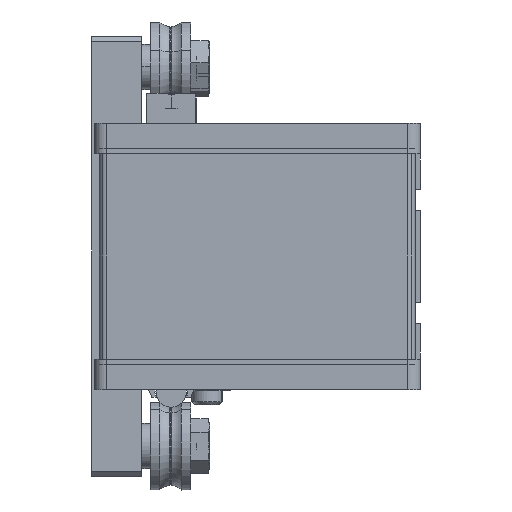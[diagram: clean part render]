
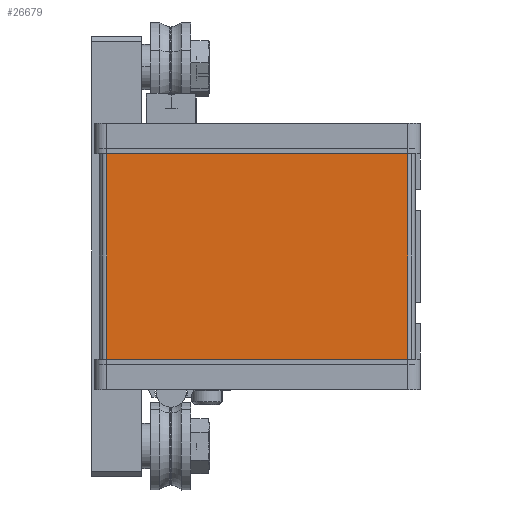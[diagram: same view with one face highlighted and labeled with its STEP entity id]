
A CAD part, left-side view. The second image highlights one B-rep face of the part: STEP entity #26679.
In plain terms, the highlighted face is planar.
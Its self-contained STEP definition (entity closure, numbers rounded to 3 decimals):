
#599 = EDGE_CURVE ( 'NONE', #27003, #43411, #5751, .T. ) ;
#1113 = CARTESIAN_POINT ( 'NONE',  ( 97.5, 3., 43. ) ) ;
#2086 = LINE ( 'NONE', #47558, #28530 ) ;
#2307 = VECTOR ( 'NONE', #27322, 1000. ) ;
#2530 = DIRECTION ( 'NONE',  ( 0., 0., 1. ) ) ;
#5751 = LINE ( 'NONE', #45187, #32834 ) ;
#7168 = ORIENTED_EDGE ( 'NONE', *, *, #17331, .T. ) ;
#7447 = DIRECTION ( 'NONE',  ( 0., 1., 0. ) ) ;
#8939 = EDGE_CURVE ( 'NONE', #10679, #12605, #2086, .T. ) ;
#10679 = VERTEX_POINT ( 'NONE', #25799 ) ;
#12428 = CARTESIAN_POINT ( 'NONE',  ( 97.5, 123., -43. ) ) ;
#12605 = VERTEX_POINT ( 'NONE', #12428 ) ;
#14949 = CARTESIAN_POINT ( 'NONE',  ( 97.5, 123., 43. ) ) ;
#17331 = EDGE_CURVE ( 'NONE', #27003, #10679, #51079, .T. ) ;
#18384 = PLANE ( 'NONE',  #31671 ) ;
#18893 = CARTESIAN_POINT ( 'NONE',  ( 97.5, 0., 43. ) ) ;
#19888 = EDGE_CURVE ( 'NONE', #43411, #12605, #44502, .T. ) ;
#25432 = DIRECTION ( 'NONE',  ( 0., 0., -1. ) ) ;
#25799 = CARTESIAN_POINT ( 'NONE',  ( 97.5, 3., -43. ) ) ;
#26393 = ORIENTED_EDGE ( 'NONE', *, *, #19888, .F. ) ;
#26679 = ADVANCED_FACE ( 'NONE', ( #48228 ), #18384, .F. ) ;
#27003 = VERTEX_POINT ( 'NONE', #32105 ) ;
#27322 = DIRECTION ( 'NONE',  ( 0., 0., -1. ) ) ;
#28530 = VECTOR ( 'NONE', #7447, 1000. ) ;
#29202 = DIRECTION ( 'NONE',  ( 0., 1., 0. ) ) ;
#31671 = AXIS2_PLACEMENT_3D ( 'NONE', #18893, #47044, #2530 ) ;
#32105 = CARTESIAN_POINT ( 'NONE',  ( 97.5, 3., 43. ) ) ;
#32832 = VECTOR ( 'NONE', #25432, 1000. ) ;
#32834 = VECTOR ( 'NONE', #29202, 1000. ) ;
#34827 = ORIENTED_EDGE ( 'NONE', *, *, #599, .F. ) ;
#35210 = ORIENTED_EDGE ( 'NONE', *, *, #8939, .T. ) ;
#42390 = EDGE_LOOP ( 'NONE', ( #35210, #26393, #34827, #7168 ) ) ;
#43411 = VERTEX_POINT ( 'NONE', #14949 ) ;
#44502 = LINE ( 'NONE', #51401, #2307 ) ;
#45187 = CARTESIAN_POINT ( 'NONE',  ( 97.5, 0., 43. ) ) ;
#47044 = DIRECTION ( 'NONE',  ( -1., 0., 0. ) ) ;
#47558 = CARTESIAN_POINT ( 'NONE',  ( 97.5, 0., -43. ) ) ;
#48228 = FACE_OUTER_BOUND ( 'NONE', #42390, .T. ) ;
#51079 = LINE ( 'NONE', #1113, #32832 ) ;
#51401 = CARTESIAN_POINT ( 'NONE',  ( 97.5, 123., 43. ) ) ;
